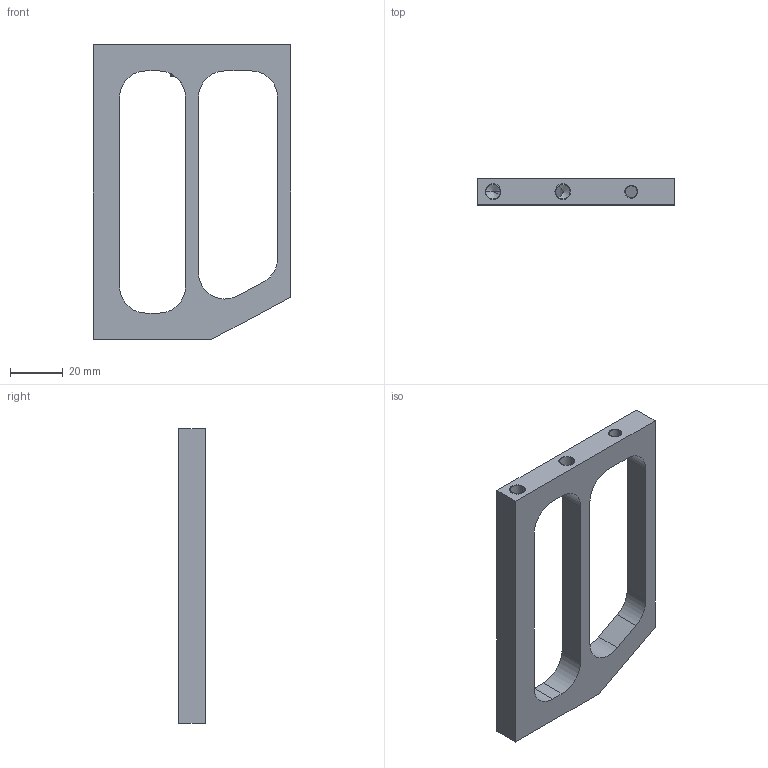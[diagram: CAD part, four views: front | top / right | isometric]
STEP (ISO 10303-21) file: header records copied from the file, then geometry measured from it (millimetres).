
FILE_DESCRIPTION((''),'2;1');
FILE_NAME('PRT0001','2022-01-09T15:25:44',('Y'),('FoxCAVITY'),'CREO PARAMETRIC BY PTC INC, 2020454','CREO PARAMETRIC BY PTC INC, 2020454','');
FILE_SCHEMA(('CONFIG_CONTROL_DESIGN'));
Length unit declared in the file: millimetre
Products named in the file (1): PRT0001
Bounding box: 75 x 10 x 112 mm (x, y, z)
Volume: 33637 mm3; surface area: 16917.7 mm2
Topology: 1 solids, 6 shells, 54 faces, 151 edges, 99 vertices
Faces by surface type: cylinder 28, plane 19, cone 7
Entity records: 1828 total; most frequent: CARTESIAN_POINT 366, DIRECTION 312, ORIENTED_EDGE 268, EDGE_CURVE 145, AXIS2_PLACEMENT_3D 119, VERTEX_POINT 99, VECTOR 74, LINE 74
